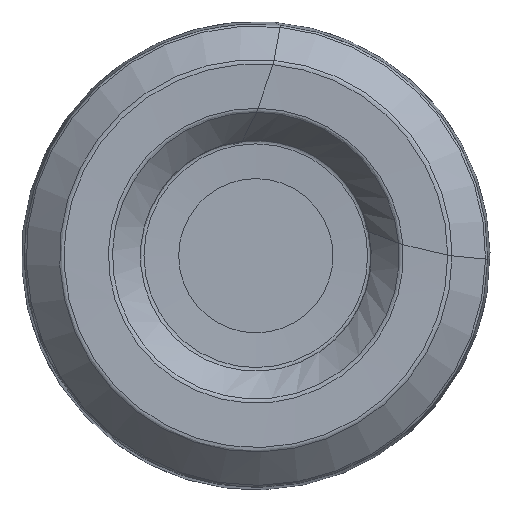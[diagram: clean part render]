
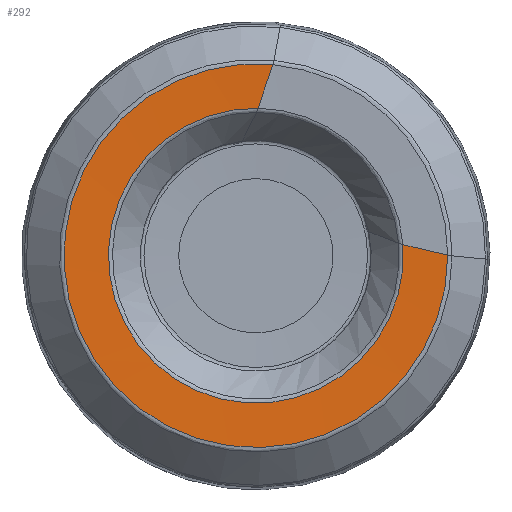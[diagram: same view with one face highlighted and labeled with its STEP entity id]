
A CAD part, left-side view. The second image highlights one B-rep face of the part: STEP entity #292.
In plain terms, the highlighted free-form (B-spline) face has degree [1, 3] with [2, 7] control points.
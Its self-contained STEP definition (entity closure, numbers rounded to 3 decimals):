
#292=ADVANCED_FACE('',(#378),#346,.F.);
#346=(
BOUNDED_SURFACE()
B_SPLINE_SURFACE(1,3,((#1287,#1288,#1289,#1290,#1291,#1292,#1293),(#1294,
#1295,#1296,#1297,#1298,#1299,#1300)),.UNSPECIFIED.,.F.,.F.,.F.)
B_SPLINE_SURFACE_WITH_KNOTS((2,2),(4,3,4),(0.,1.),(0.,0.5,1.),
 .UNSPECIFIED.)
GEOMETRIC_REPRESENTATION_ITEM()
RATIONAL_B_SPLINE_SURFACE(((1.,0.574,0.574,1.,0.574,
0.574,1.),(1.,0.574,0.574,1.,0.574,
0.574,1.)))
REPRESENTATION_ITEM('')
SURFACE()
);
#378=FACE_OUTER_BOUND('',#412,.T.);
#412=EDGE_LOOP('',(#570,#571,#572,#573));
#489=CIRCLE('',#899,18.958);
#492=CIRCLE('',#902,24.67);
#570=ORIENTED_EDGE('',*,*,#788,.F.);
#571=ORIENTED_EDGE('',*,*,#789,.F.);
#572=ORIENTED_EDGE('',*,*,#785,.T.);
#573=ORIENTED_EDGE('',*,*,#790,.T.);
#728=VERTEX_POINT('',#1250);
#729=VERTEX_POINT('',#1251);
#730=VERTEX_POINT('',#1283);
#731=VERTEX_POINT('',#1284);
#785=EDGE_CURVE('',#728,#729,#489,.T.);
#788=EDGE_CURVE('',#730,#731,#492,.T.);
#789=EDGE_CURVE('',#728,#730,#862,.T.);
#790=EDGE_CURVE('',#729,#731,#863,.T.);
#862=LINE('',#1285,#878);
#863=LINE('',#1286,#879);
#878=VECTOR('',#1003,1.);
#879=VECTOR('',#1004,1.);
#899=AXIS2_PLACEMENT_3D('',#1249,#995,#996);
#902=AXIS2_PLACEMENT_3D('',#1282,#1001,#1002);
#995=DIRECTION('',(1.,0.,0.));
#996=DIRECTION('',(0.,-0.997,0.075));
#1001=DIRECTION('',(1.,0.,0.));
#1002=DIRECTION('',(0.,-1.,0.003));
#1003=DIRECTION('',(-0.022,-0.973,-0.228));
#1004=DIRECTION('',(-0.022,-0.316,0.949));
#1249=CARTESIAN_POINT('',(0.125,0.,0.));
#1250=CARTESIAN_POINT('',(0.125,-18.904,1.426));
#1251=CARTESIAN_POINT('',(0.125,-0.305,18.955));
#1282=CARTESIAN_POINT('',(-0.008,0.,0.));
#1283=CARTESIAN_POINT('',(-0.008,-24.67,0.076));
#1284=CARTESIAN_POINT('',(-0.008,-2.176,24.574));
#1285=CARTESIAN_POINT('',(0.125,-18.904,1.426));
#1286=CARTESIAN_POINT('',(0.125,-0.305,18.955));
#1287=CARTESIAN_POINT('',(0.125,-18.904,1.426));
#1288=CARTESIAN_POINT('',(0.125,-20.447,-19.034));
#1289=CARTESIAN_POINT('',(0.125,-1.929,-27.869));
#1290=CARTESIAN_POINT('',(0.125,13.003,-13.796));
#1291=CARTESIAN_POINT('',(0.125,27.934,0.277));
#1292=CARTESIAN_POINT('',(0.125,20.21,19.285));
#1293=CARTESIAN_POINT('',(0.125,-0.305,18.955));
#1294=CARTESIAN_POINT('',(-0.008,-24.67,0.076));
#1295=CARTESIAN_POINT('',(-0.008,-24.752,-26.624));
#1296=CARTESIAN_POINT('',(-0.008,0.113,-36.352));
#1297=CARTESIAN_POINT('',(-0.008,18.172,-16.685));
#1298=CARTESIAN_POINT('',(-0.008,36.23,2.982));
#1299=CARTESIAN_POINT('',(-0.008,24.42,26.928));
#1300=CARTESIAN_POINT('',(-0.008,-2.176,24.574));
